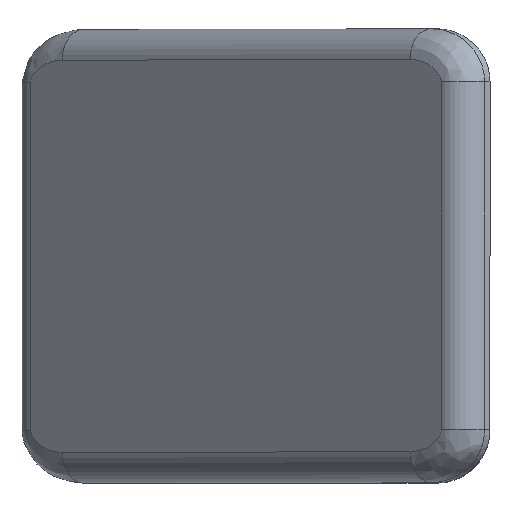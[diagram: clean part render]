
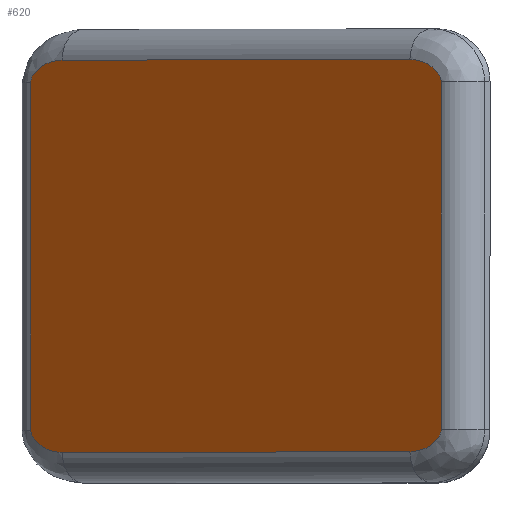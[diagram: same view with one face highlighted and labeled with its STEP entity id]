
A CAD part, top view. The second image highlights one B-rep face of the part: STEP entity #620.
In plain terms, the highlighted planar face has unit normal (-0.707, 0, 0.707).
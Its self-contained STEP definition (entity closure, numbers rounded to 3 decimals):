
#501=CARTESIAN_POINT('',(-1.877,29.265,31.716));
#502=DIRECTION('',(-0.707,0.,0.707));
#503=DIRECTION('',(0.0,1.0,0.0));
#504=AXIS2_PLACEMENT_3D('',#501,#502,#503);
#505=PLANE('',#504);
#506=CARTESIAN_POINT('',(-28.296,2.032,5.296));
#507=VERTEX_POINT('',#506);
#508=CARTESIAN_POINT('',(-5.296,2.032,28.296));
#509=VERTEX_POINT('',#508);
#510=CARTESIAN_POINT('',(-28.296,2.032,5.296));
#511=DIRECTION('',(0.707,0.,0.707));
#512=VECTOR('',#511,32.527);
#513=LINE('',#510,#512);
#514=EDGE_CURVE('',#507,#509,#513,.T.);
#515=ORIENTED_EDGE('',*,*,#514,.T.);
#516=CARTESIAN_POINT('',(-3.233,3.5,30.359));
#517=VERTEX_POINT('',#516);
#518=CARTESIAN_POINT('',(-5.296,2.032,28.296));
#519=CARTESIAN_POINT('',(-5.089,2.032,28.503));
#520=CARTESIAN_POINT('',(-4.886,2.057,28.707));
#521=CARTESIAN_POINT('',(-4.483,2.16,29.109));
#522=CARTESIAN_POINT('',(-4.283,2.239,29.309));
#523=CARTESIAN_POINT('',(-3.998,2.403,29.595));
#524=CARTESIAN_POINT('',(-3.905,2.465,29.687));
#525=CARTESIAN_POINT('',(-3.726,2.608,29.866));
#526=CARTESIAN_POINT('',(-3.639,2.69,29.953));
#527=CARTESIAN_POINT('',(-3.48,2.874,30.112));
#528=CARTESIAN_POINT('',(-3.406,2.977,30.186));
#529=CARTESIAN_POINT('',(-3.314,3.156,30.278));
#530=CARTESIAN_POINT('',(-3.287,3.218,30.305));
#531=CARTESIAN_POINT('',(-3.246,3.354,30.346));
#532=CARTESIAN_POINT('',(-3.233,3.425,30.359));
#533=CARTESIAN_POINT('',(-3.233,3.5,30.359));
#534=B_SPLINE_CURVE_WITH_KNOTS('',3,(#518,#519,#520,#521,#522,#523,#524,#525,#526,#527,#528,#529,#530,#531,#532,#533),.UNSPECIFIED.,.F.,.U.,(4,2,2,2,2,2,2,4),(0.0,0.001,0.002,0.002,0.003,0.003,0.003,0.003),.UNSPECIFIED.);
#535=EDGE_CURVE('',#509,#517,#534,.T.);
#536=ORIENTED_EDGE('',*,*,#535,.T.);
#537=CARTESIAN_POINT('',(-3.233,26.5,30.359));
#538=VERTEX_POINT('',#537);
#539=CARTESIAN_POINT('',(-3.233,3.5,30.359));
#540=DIRECTION('',(0.0,1.0,0.0));
#541=VECTOR('',#540,23.0);
#542=LINE('',#539,#541);
#543=EDGE_CURVE('',#517,#538,#542,.T.);
#544=ORIENTED_EDGE('',*,*,#543,.T.);
#545=CARTESIAN_POINT('',(-5.296,27.968,28.296));
#546=VERTEX_POINT('',#545);
#547=CARTESIAN_POINT('',(-3.233,26.5,30.359));
#548=CARTESIAN_POINT('',(-3.233,26.575,30.359));
#549=CARTESIAN_POINT('',(-3.247,26.647,30.346));
#550=CARTESIAN_POINT('',(-3.288,26.783,30.304));
#551=CARTESIAN_POINT('',(-3.315,26.846,30.277));
#552=CARTESIAN_POINT('',(-3.407,27.025,30.185));
#553=CARTESIAN_POINT('',(-3.481,27.127,30.111));
#554=CARTESIAN_POINT('',(-3.719,27.401,29.873));
#555=CARTESIAN_POINT('',(-3.903,27.543,29.689));
#556=CARTESIAN_POINT('',(-4.287,27.763,29.305));
#557=CARTESIAN_POINT('',(-4.485,27.84,29.107));
#558=CARTESIAN_POINT('',(-4.886,27.943,28.706));
#559=CARTESIAN_POINT('',(-5.089,27.968,28.503));
#560=CARTESIAN_POINT('',(-5.296,27.968,28.296));
#561=B_SPLINE_CURVE_WITH_KNOTS('',3,(#547,#548,#549,#550,#551,#552,#553,#554,#555,#556,#557,#558,#559,#560),.UNSPECIFIED.,.F.,.U.,(4,2,2,2,2,2,4),(0.0,0.,0.,0.001,0.002,0.003,0.004),.UNSPECIFIED.);
#562=EDGE_CURVE('',#538,#546,#561,.T.);
#563=ORIENTED_EDGE('',*,*,#562,.T.);
#564=CARTESIAN_POINT('',(-28.296,27.968,5.296));
#565=VERTEX_POINT('',#564);
#566=CARTESIAN_POINT('',(-5.296,27.968,28.296));
#567=DIRECTION('',(-0.707,0.,-0.707));
#568=VECTOR('',#567,32.527);
#569=LINE('',#566,#568);
#570=EDGE_CURVE('',#546,#565,#569,.T.);
#571=ORIENTED_EDGE('',*,*,#570,.T.);
#572=CARTESIAN_POINT('',(-30.359,26.5,3.233));
#573=VERTEX_POINT('',#572);
#574=CARTESIAN_POINT('',(-28.296,27.968,5.296));
#575=CARTESIAN_POINT('',(-28.503,27.968,5.089));
#576=CARTESIAN_POINT('',(-28.707,27.943,4.886));
#577=CARTESIAN_POINT('',(-29.109,27.84,4.483));
#578=CARTESIAN_POINT('',(-29.309,27.761,4.283));
#579=CARTESIAN_POINT('',(-29.595,27.597,3.998));
#580=CARTESIAN_POINT('',(-29.687,27.535,3.905));
#581=CARTESIAN_POINT('',(-29.866,27.392,3.726));
#582=CARTESIAN_POINT('',(-29.953,27.31,3.639));
#583=CARTESIAN_POINT('',(-30.112,27.126,3.48));
#584=CARTESIAN_POINT('',(-30.186,27.023,3.406));
#585=CARTESIAN_POINT('',(-30.278,26.844,3.314));
#586=CARTESIAN_POINT('',(-30.305,26.782,3.287));
#587=CARTESIAN_POINT('',(-30.346,26.646,3.246));
#588=CARTESIAN_POINT('',(-30.359,26.575,3.233));
#589=CARTESIAN_POINT('',(-30.359,26.5,3.233));
#590=B_SPLINE_CURVE_WITH_KNOTS('',3,(#574,#575,#576,#577,#578,#579,#580,#581,#582,#583,#584,#585,#586,#587,#588,#589),.UNSPECIFIED.,.F.,.U.,(4,2,2,2,2,2,2,4),(0.0,0.001,0.002,0.002,0.003,0.003,0.003,0.003),.UNSPECIFIED.);
#591=EDGE_CURVE('',#565,#573,#590,.T.);
#592=ORIENTED_EDGE('',*,*,#591,.T.);
#593=CARTESIAN_POINT('',(-30.359,3.5,3.233));
#594=VERTEX_POINT('',#593);
#595=CARTESIAN_POINT('',(-30.359,26.5,3.233));
#596=DIRECTION('',(0.0,-1.0,0.0));
#597=VECTOR('',#596,23.0);
#598=LINE('',#595,#597);
#599=EDGE_CURVE('',#573,#594,#598,.T.);
#600=ORIENTED_EDGE('',*,*,#599,.T.);
#601=CARTESIAN_POINT('',(-30.359,3.5,3.233));
#602=CARTESIAN_POINT('',(-30.359,3.425,3.233));
#603=CARTESIAN_POINT('',(-30.346,3.353,3.247));
#604=CARTESIAN_POINT('',(-30.304,3.217,3.288));
#605=CARTESIAN_POINT('',(-30.277,3.154,3.315));
#606=CARTESIAN_POINT('',(-30.185,2.975,3.407));
#607=CARTESIAN_POINT('',(-30.111,2.873,3.481));
#608=CARTESIAN_POINT('',(-29.873,2.599,3.719));
#609=CARTESIAN_POINT('',(-29.689,2.457,3.903));
#610=CARTESIAN_POINT('',(-29.305,2.237,4.287));
#611=CARTESIAN_POINT('',(-29.107,2.16,4.485));
#612=CARTESIAN_POINT('',(-28.706,2.057,4.886));
#613=CARTESIAN_POINT('',(-28.503,2.032,5.089));
#614=CARTESIAN_POINT('',(-28.296,2.032,5.296));
#615=B_SPLINE_CURVE_WITH_KNOTS('',3,(#601,#602,#603,#604,#605,#606,#607,#608,#609,#610,#611,#612,#613,#614),.UNSPECIFIED.,.F.,.U.,(4,2,2,2,2,2,4),(0.0,0.,0.,0.001,0.002,0.003,0.004),.UNSPECIFIED.);
#616=EDGE_CURVE('',#594,#507,#615,.T.);
#617=ORIENTED_EDGE('',*,*,#616,.T.);
#618=EDGE_LOOP('',(#515,#536,#544,#563,#571,#592,#600,#617));
#619=FACE_OUTER_BOUND('',#618,.T.);
#620=ADVANCED_FACE('',(#619),#505,.T.);
